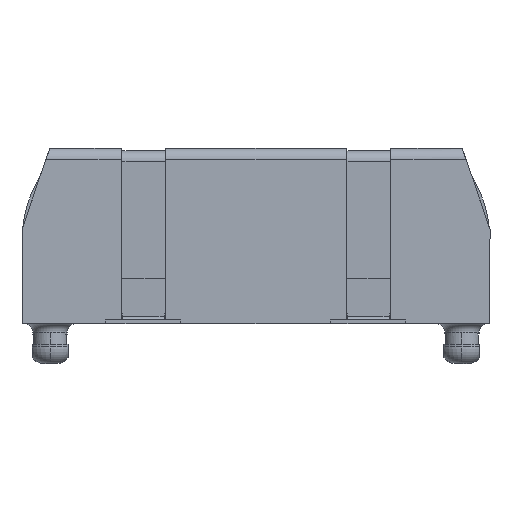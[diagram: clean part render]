
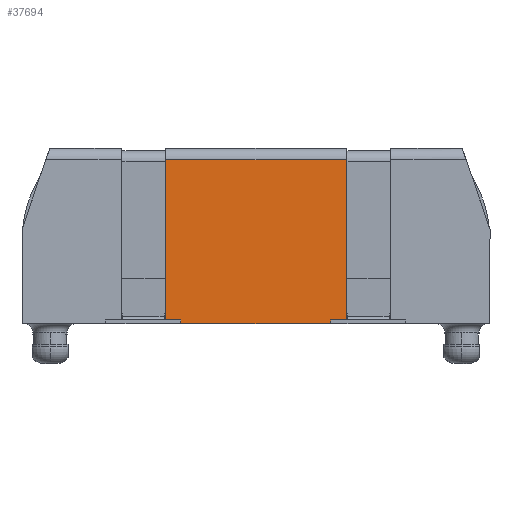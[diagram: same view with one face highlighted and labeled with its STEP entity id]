
A CAD part, left-side view. The second image highlights one B-rep face of the part: STEP entity #37694.
In plain terms, the highlighted face is planar.
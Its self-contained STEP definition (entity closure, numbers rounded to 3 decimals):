
#1742 = EDGE_CURVE ( 'NONE', #6263, #31903, #37824, .T. ) ;
#1765 = VECTOR ( 'NONE', #10159, 1000. ) ;
#2000 = VERTEX_POINT ( 'NONE', #10505 ) ;
#2227 = LINE ( 'NONE', #28463, #1765 ) ;
#2947 = PLANE ( 'NONE',  #22567 ) ;
#5180 = DIRECTION ( 'NONE',  ( 0., -1., -0.017 ) ) ;
#5703 = FACE_OUTER_BOUND ( 'NONE', #33858, .T. ) ;
#6263 = VERTEX_POINT ( 'NONE', #29255 ) ;
#9867 = ORIENTED_EDGE ( 'NONE', *, *, #29557, .F. ) ;
#10159 = DIRECTION ( 'NONE',  ( 0., 1., 0.017 ) ) ;
#10451 = CARTESIAN_POINT ( 'NONE',  ( 1.905, 0., -38.528 ) ) ;
#10505 = CARTESIAN_POINT ( 'NONE',  ( 17.221, 0., -38.528 ) ) ;
#10519 = ORIENTED_EDGE ( 'NONE', *, *, #1742, .T. ) ;
#12022 = VECTOR ( 'NONE', #14009, 1000. ) ;
#13894 = VECTOR ( 'NONE', #19168, 1000. ) ;
#14009 = DIRECTION ( 'NONE',  ( 1., 0., 0. ) ) ;
#16373 = LINE ( 'NONE', #27041, #12022 ) ;
#18153 = DIRECTION ( 'NONE',  ( 0., -0.017, 1. ) ) ;
#19168 = DIRECTION ( 'NONE',  ( 1., 0., 0. ) ) ;
#21081 = LINE ( 'NONE', #27014, #37815 ) ;
#21120 = ORIENTED_EDGE ( 'NONE', *, *, #37940, .F. ) ;
#22567 = AXIS2_PLACEMENT_3D ( 'NONE', #36477, #18153, #24515 ) ;
#23958 = ORIENTED_EDGE ( 'NONE', *, *, #30560, .F. ) ;
#24515 = DIRECTION ( 'NONE',  ( -1., 0., 0. ) ) ;
#27014 = CARTESIAN_POINT ( 'NONE',  ( 1.905, 14.91, -38.268 ) ) ;
#27041 = CARTESIAN_POINT ( 'NONE',  ( 27.081, 0., -38.528 ) ) ;
#28463 = CARTESIAN_POINT ( 'NONE',  ( 17.221, 14.91, -38.268 ) ) ;
#28670 = CARTESIAN_POINT ( 'NONE',  ( 17.221, 13.912, -38.285 ) ) ;
#29255 = CARTESIAN_POINT ( 'NONE',  ( 1.905, 13.912, -38.285 ) ) ;
#29557 = EDGE_CURVE ( 'NONE', #6263, #30093, #21081, .T. ) ;
#30093 = VERTEX_POINT ( 'NONE', #10451 ) ;
#30560 = EDGE_CURVE ( 'NONE', #2000, #31903, #2227, .T. ) ;
#31903 = VERTEX_POINT ( 'NONE', #28670 ) ;
#33858 = EDGE_LOOP ( 'NONE', ( #9867, #10519, #23958, #21120 ) ) ;
#36477 = CARTESIAN_POINT ( 'NONE',  ( 27.081, 14.91, -38.268 ) ) ;
#37344 = CARTESIAN_POINT ( 'NONE',  ( 27.081, 13.912, -38.285 ) ) ;
#37694 = ADVANCED_FACE ( 'NONE', ( #5703 ), #2947, .F. ) ;
#37815 = VECTOR ( 'NONE', #5180, 1000. ) ;
#37824 = LINE ( 'NONE', #37344, #13894 ) ;
#37940 = EDGE_CURVE ( 'NONE', #30093, #2000, #16373, .T. ) ;
